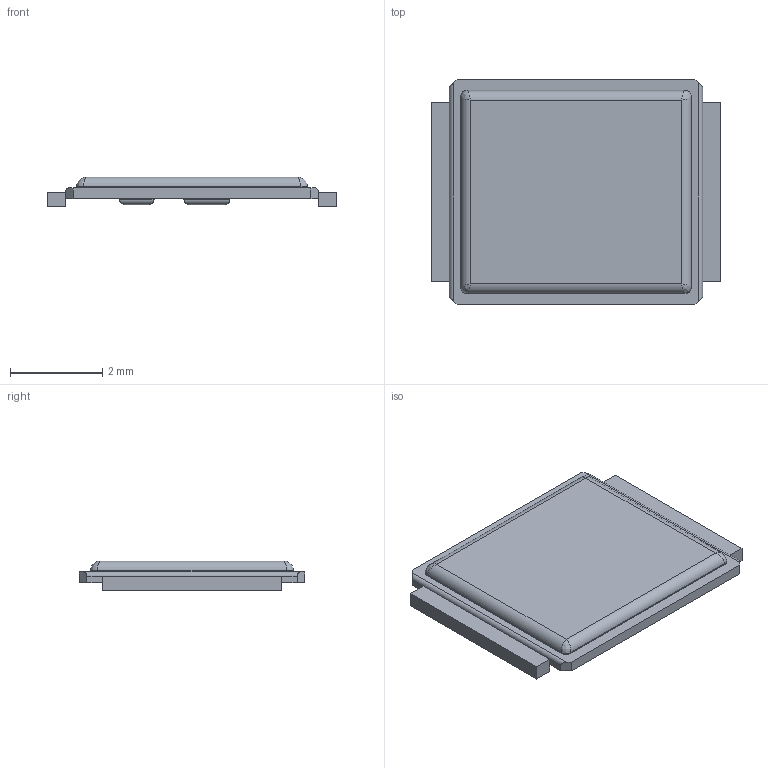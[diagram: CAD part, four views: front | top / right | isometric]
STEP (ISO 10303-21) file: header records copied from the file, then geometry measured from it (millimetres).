
FILE_DESCRIPTION(/* description */ ('model of DirectFET_MZ'),/* implementation_level */ '2;1');
FILE_NAME(/* name */ 'DirectFET_MZ.step',/* time_stamp */ '2017-10-17T11:36:36',/* author */ ('kicad StepUp','ksu'),/* organization */ ('FreeCAD'),/* preprocessor_version */ 'OCC',/* originating_system */ 'kicad StepUp',/* authorisation */ '');
FILE_SCHEMA(('AUTOMOTIVE_DESIGN { 1 0 10303 214 1 1 1 1 }'));
Length unit declared in the file: millimetre
Products named in the file (1): DirectFET_MZ
Bounding box: 6.3 x 4.9 x 0.65 mm (x, y, z)
Volume: 10.6 mm3; surface area: 110.3 mm2
Topology: 2 solids, 2 shells, 85 faces, 200 edges, 120 vertices
Faces by surface type: plane 59, cylinder 22, bspline 4
Entity records: 3194 total; most frequent: CARTESIAN_POINT 692, ORIENTED_EDGE 392, DIRECTION 368, EDGE_CURVE 196, LINE 164, VECTOR 164, VERTEX_POINT 120, AXIS2_PLACEMENT_3D 102
